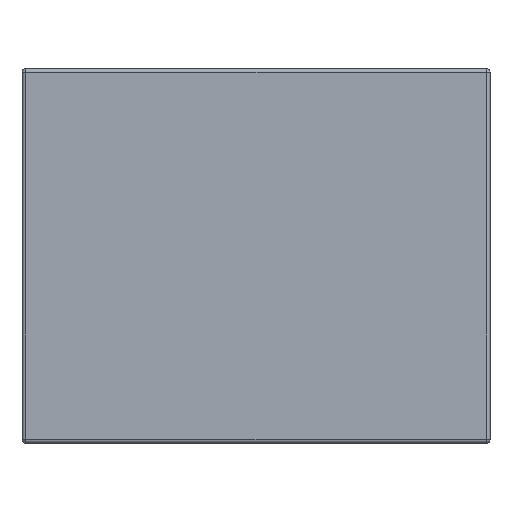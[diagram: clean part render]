
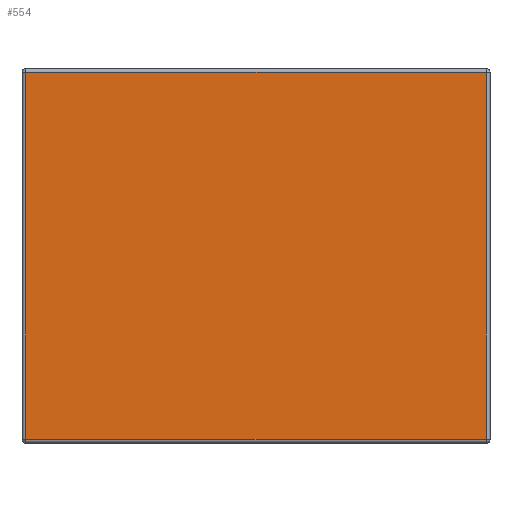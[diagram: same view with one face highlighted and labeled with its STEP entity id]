
A CAD part, top view. The second image highlights one B-rep face of the part: STEP entity #554.
In plain terms, the highlighted face is planar.
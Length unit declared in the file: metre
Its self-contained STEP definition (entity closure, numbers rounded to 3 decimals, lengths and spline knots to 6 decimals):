
#20=PLANE('',#609);
#60=LINE('',#797,#90);
#63=LINE('',#804,#93);
#66=LINE('',#822,#96);
#69=LINE('',#828,#99);
#90=VECTOR('',#664,1.);
#93=VECTOR('',#671,1.);
#96=VECTOR('',#694,1.);
#99=VECTOR('',#701,1.);
#194=ORIENTED_EDGE('',*,*,#245,.F.);
#195=ORIENTED_EDGE('',*,*,#241,.F.);
#196=ORIENTED_EDGE('',*,*,#254,.F.);
#197=ORIENTED_EDGE('',*,*,#258,.F.);
#241=EDGE_CURVE('',#292,#291,#60,.T.);
#245=EDGE_CURVE('',#291,#295,#63,.T.);
#254=EDGE_CURVE('',#299,#292,#66,.T.);
#258=EDGE_CURVE('',#295,#299,#69,.T.);
#291=VERTEX_POINT('',#791);
#292=VERTEX_POINT('',#795);
#295=VERTEX_POINT('',#802);
#299=VERTEX_POINT('',#820);
#326=EDGE_LOOP('',(#194,#195,#196,#197));
#350=FACE_BOUND('',#326,.T.);
#554=ADVANCED_FACE('',(#350),#20,.F.);
#609=AXIS2_PLACEMENT_3D('',#851,#732,#733);
#664=DIRECTION('',(-1.,0.,0.));
#671=DIRECTION('',(0.,0.,-1.));
#694=DIRECTION('',(0.,0.,1.));
#701=DIRECTION('',(1.,0.,0.));
#732=DIRECTION('',(0.,-1.,0.));
#733=DIRECTION('',(0.,0.,-1.));
#791=CARTESIAN_POINT('',(-0.00123,0.0006,0.00098));
#795=CARTESIAN_POINT('',(0.00123,0.0006,0.00098));
#797=CARTESIAN_POINT('',(0.,0.0006,0.00098));
#802=CARTESIAN_POINT('',(-0.00123,0.0006,-0.00098));
#804=CARTESIAN_POINT('',(-0.00123,0.0006,0.));
#820=CARTESIAN_POINT('',(0.00123,0.0006,-0.00098));
#822=CARTESIAN_POINT('',(0.00123,0.0006,0.));
#828=CARTESIAN_POINT('',(0.,0.0006,-0.00098));
#851=CARTESIAN_POINT('',(0.,0.0006,0.));
